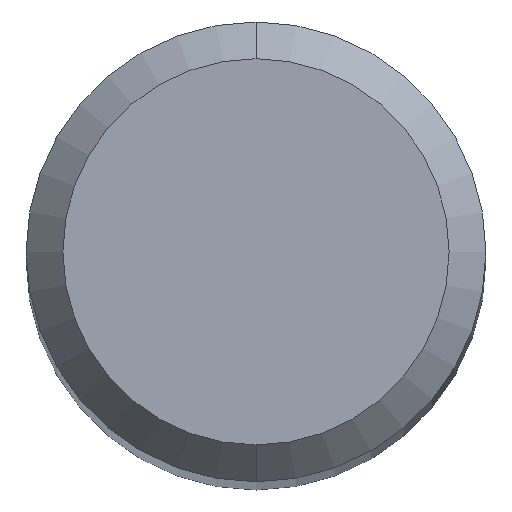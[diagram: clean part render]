
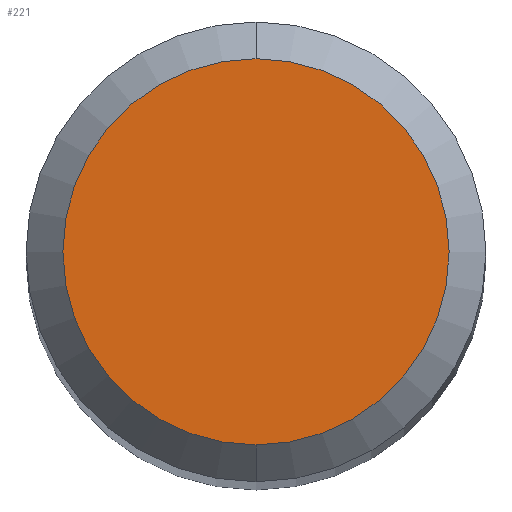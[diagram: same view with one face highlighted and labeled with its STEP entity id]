
A CAD part, top view. The second image highlights one B-rep face of the part: STEP entity #221.
In plain terms, the highlighted planar face has unit normal (0, 0, 1).
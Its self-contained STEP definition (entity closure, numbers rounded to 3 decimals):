
#193=VERTEX_POINT('',#500);
#219=VERTEX_POINT('',#528);
#221=ADVANCED_FACE('',(#530),#531,.T.);
#257=EDGE_CURVE('',#193,#219,#568,.T.);
#355=EDGE_CURVE('',#219,#193,#678,.T.);
#500=CARTESIAN_POINT('',(0.0,2.1,0.0));
#528=CARTESIAN_POINT('',(0.,-2.1,0.0));
#530=FACE_OUTER_BOUND('',#957,.T.);
#531=PLANE('',#958);
#568=CIRCLE('',#1035,2.1);
#678=CIRCLE('',#1232,2.1);
#957=EDGE_LOOP('',(#1479,#1480));
#958=AXIS2_PLACEMENT_3D('',#1481,#1482,#1483);
#1035=AXIS2_PLACEMENT_3D('',#1516,#1517,#1518);
#1232=AXIS2_PLACEMENT_3D('',#1646,#1647,#1648);
#1479=ORIENTED_EDGE('',*,*,#257,.F.);
#1480=ORIENTED_EDGE('',*,*,#355,.F.);
#1481=CARTESIAN_POINT('',(0.0,1.05,0.0));
#1482=DIRECTION('',(-0.0,0.0,1.0));
#1483=DIRECTION('',(0.0,-1.0,0.0));
#1516=CARTESIAN_POINT('',(0.0,0.0,0.0));
#1517=DIRECTION('',(0.0,0.0,-1.0));
#1518=DIRECTION('',(0.0,1.0,0.0));
#1646=CARTESIAN_POINT('',(0.0,0.0,0.0));
#1647=DIRECTION('',(0.0,0.0,-1.0));
#1648=DIRECTION('',(0.0,1.0,0.0));
